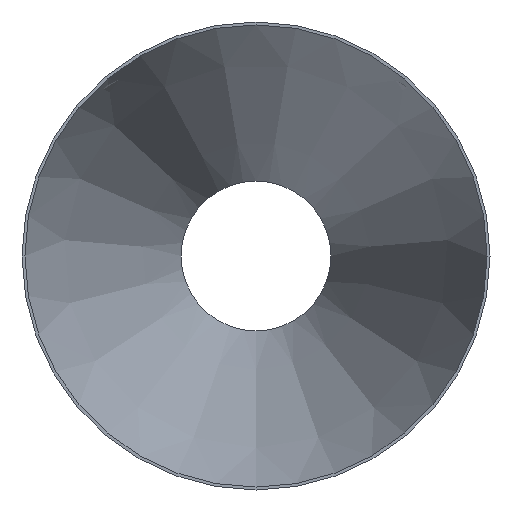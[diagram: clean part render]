
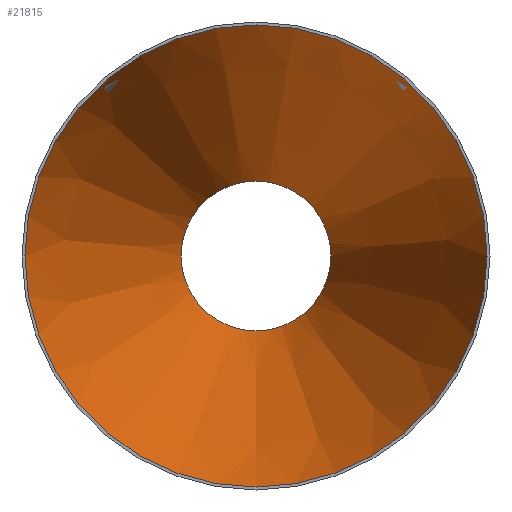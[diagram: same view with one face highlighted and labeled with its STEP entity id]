
A CAD part, front view. The second image highlights one B-rep face of the part: STEP entity #21815.
In plain terms, the highlighted conical face has half-angle 18.386 degrees and reference radius 249.839 mm.
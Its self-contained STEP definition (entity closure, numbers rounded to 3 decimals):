
#118 = AXIS2_PLACEMENT_3D ( 'NONE', #2772, #6342, #33926 ) ;
#609 = EDGE_CURVE ( 'NONE', #29369, #29369, #46054, .T. ) ;
#1050 = CARTESIAN_POINT ( 'NONE',  ( 0., 0., -249.839 ) ) ;
#2772 = CARTESIAN_POINT ( 'NONE',  ( 0., 0., 0. ) ) ;
#6342 = DIRECTION ( 'NONE',  ( 0., -1., 0. ) ) ;
#7930 = DIRECTION ( 'NONE',  ( 0., 0., -1. ) ) ;
#11186 = FACE_BOUND ( 'NONE', #44406, .T. ) ;
#13996 = FACE_OUTER_BOUND ( 'NONE', #20272, .T. ) ;
#17381 = CARTESIAN_POINT ( 'NONE',  ( 0., 508., -80.989 ) ) ;
#19630 = ORIENTED_EDGE ( 'NONE', *, *, #609, .T. ) ;
#20272 = EDGE_LOOP ( 'NONE', ( #19630 ) ) ;
#20465 = CONICAL_SURFACE ( 'NONE', #118, 249.839, 0.321 ) ;
#21815 = ADVANCED_FACE ( 'NONE', ( #11186, #13996 ), #20465, .F. ) ;
#24064 = AXIS2_PLACEMENT_3D ( 'NONE', #47455, #39338, #7930 ) ;
#26804 = DIRECTION ( 'NONE',  ( 0., -1., 0. ) ) ;
#27778 = ORIENTED_EDGE ( 'NONE', *, *, #38135, .F. ) ;
#28613 = CIRCLE ( 'NONE', #40007, 80.989 ) ;
#29369 = VERTEX_POINT ( 'NONE', #1050 ) ;
#33926 = DIRECTION ( 'NONE',  ( 0., 0., -1. ) ) ;
#34744 = DIRECTION ( 'NONE',  ( 0., 0., -1. ) ) ;
#38135 = EDGE_CURVE ( 'NONE', #47714, #47714, #28613, .T. ) ;
#39338 = DIRECTION ( 'NONE',  ( 0., -1., 0. ) ) ;
#40007 = AXIS2_PLACEMENT_3D ( 'NONE', #46178, #26804, #34744 ) ;
#44406 = EDGE_LOOP ( 'NONE', ( #27778 ) ) ;
#46054 = CIRCLE ( 'NONE', #24064, 249.839 ) ;
#46178 = CARTESIAN_POINT ( 'NONE',  ( 0., 508., 0. ) ) ;
#47455 = CARTESIAN_POINT ( 'NONE',  ( 0., 0., 0. ) ) ;
#47714 = VERTEX_POINT ( 'NONE', #17381 ) ;
